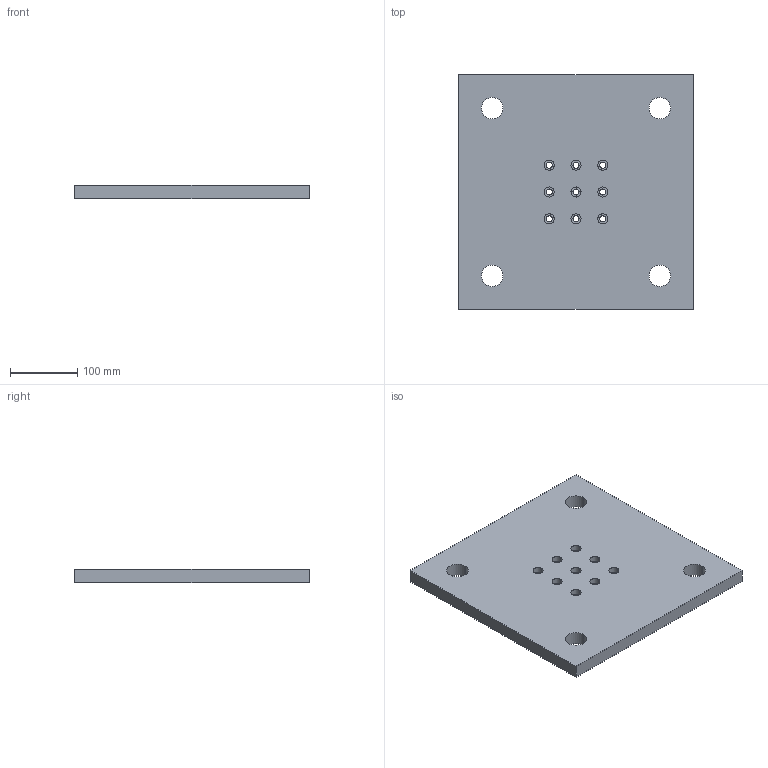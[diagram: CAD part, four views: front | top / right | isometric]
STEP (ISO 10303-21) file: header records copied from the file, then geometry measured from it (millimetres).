
FILE_DESCRIPTION((''),'2;1');
FILE_NAME('SZ0337S.stp','2009-07-27T13:41:58',(''),(''),'Mechanical Desktop 2007','Mechanical Desktop 2007',', , ');
FILE_SCHEMA(('CONFIG_CONTROL_DESIGN'));
Length unit declared in the file: millimetre
Products named in the file (1): SZ0337S
Bounding box: 350 x 350 x 20 mm (x, y, z)
Volume: 2365048.2 mm3; surface area: 280079.6 mm2
Topology: 1 solids, 1 shells, 59 faces, 144 edges, 96 vertices
Faces by surface type: cylinder 44, plane 15
Entity records: 1933 total; most frequent: DIRECTION 352, CARTESIAN_POINT 300, ORIENTED_EDGE 288, AXIS2_PLACEMENT_3D 148, EDGE_CURVE 144, VERTEX_POINT 96, EDGE_LOOP 94, CIRCLE 88
